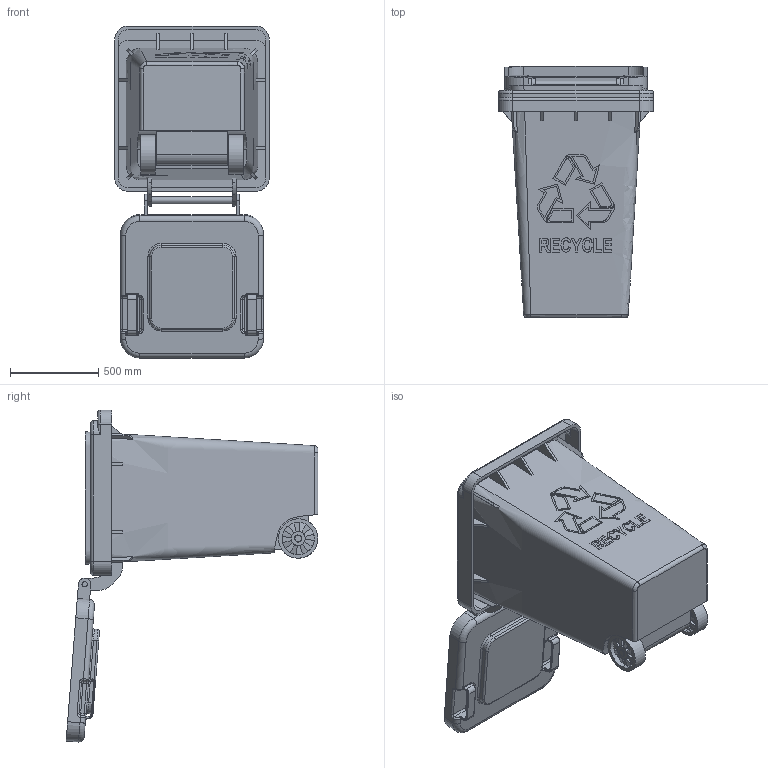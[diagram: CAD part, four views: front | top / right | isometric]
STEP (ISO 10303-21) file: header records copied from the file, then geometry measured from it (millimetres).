
FILE_DESCRIPTION (( 'STEP AP214' ), '1' );
FILE_NAME ('Ñáîðêà1.STEP', '2020-06-17T16:37:18', ( 'AlexHome' ), ( '' ), 'SwSTEP 2.0', 'SolidWorks 2017', '' );
FILE_SCHEMA (( 'AUTOMOTIVE_DESIGN' ));
Length unit declared in the file: millimetre
Products named in the file (4): ﾄ褪3; ﾄ褪2; ﾄ褪1; 栖闉罻1
Assembly tree (4 placements, depth 2):
  栖闉罻1
    ﾄ褪1
    ﾄ褪2
    ﾄ褪3  x2
Bounding box: 880 x 1429.99 x 1885.99 mm (x, y, z)
Volume: 102060186 mm3; surface area: 11169123.5 mm2
Topology: 4 solids, 4 shells, 796 faces, 2084 edges, 1325 vertices
Faces by surface type: plane 387, cylinder 234, torus 74, bspline 59, cone 38, sphere 4
Entity records: 38791 total; most frequent: CARTESIAN_POINT 19369, ORIENTED_EDGE 3670, DIRECTION 3502, EDGE_CURVE 1835, AXIS2_PLACEMENT_3D 1208, VERTEX_POINT 1163, VECTOR 1086, LINE 1086
